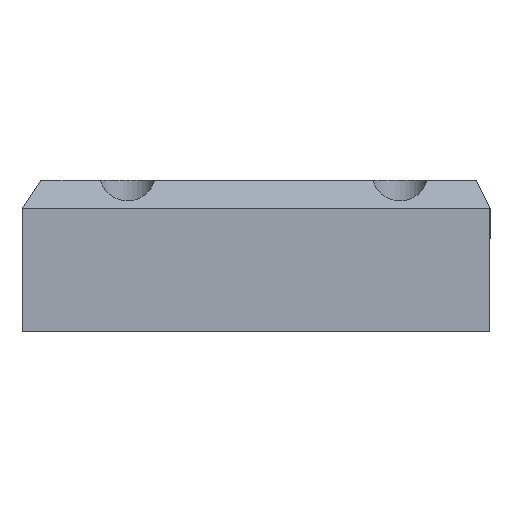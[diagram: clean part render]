
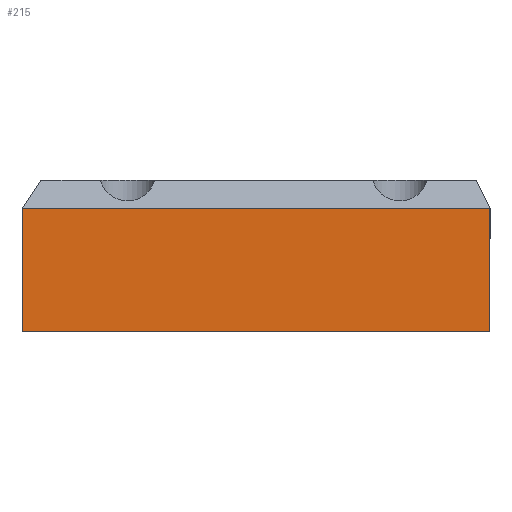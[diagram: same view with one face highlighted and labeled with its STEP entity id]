
A CAD part, front view. The second image highlights one B-rep face of the part: STEP entity #215.
In plain terms, the highlighted planar face has unit normal (0, -1, 0).
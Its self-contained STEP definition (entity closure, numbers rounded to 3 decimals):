
#14 = CARTESIAN_POINT ( 'NONE',  ( -25.205, -13.937, 108.088 ) ) ;
#31 = ORIENTED_EDGE ( 'NONE', *, *, #320, .T. ) ;
#37 = VERTEX_POINT ( 'NONE', #1071 ) ;
#40 = DIRECTION ( 'NONE',  ( -1., 0., 0. ) ) ;
#61 = CARTESIAN_POINT ( 'NONE',  ( 42.588, -13.937, 0. ) ) ;
#64 = ORIENTED_EDGE ( 'NONE', *, *, #792, .T. ) ;
#85 = EDGE_CURVE ( 'NONE', #164, #37, #980, .T. ) ;
#148 = CARTESIAN_POINT ( 'NONE',  ( -25.205, -13.937, 0. ) ) ;
#164 = VERTEX_POINT ( 'NONE', #999 ) ;
#205 = AXIS2_PLACEMENT_3D ( 'NONE', #14, #713, #413 ) ;
#211 = CARTESIAN_POINT ( 'NONE',  ( 42.588, -13.937, 0. ) ) ;
#215 = ADVANCED_FACE ( 'NONE', ( #308 ), #831, .F. ) ;
#308 = FACE_OUTER_BOUND ( 'NONE', #737, .T. ) ;
#318 = CARTESIAN_POINT ( 'NONE',  ( 42.588, -13.937, 17.5 ) ) ;
#320 = EDGE_CURVE ( 'NONE', #575, #556, #765, .T. ) ;
#350 = CARTESIAN_POINT ( 'NONE',  ( -25.205, -13.937, 17.5 ) ) ;
#413 = DIRECTION ( 'NONE',  ( 0., 0., 1. ) ) ;
#556 = VERTEX_POINT ( 'NONE', #318 ) ;
#575 = VERTEX_POINT ( 'NONE', #211 ) ;
#584 = ORIENTED_EDGE ( 'NONE', *, *, #85, .T. ) ;
#713 = DIRECTION ( 'NONE',  ( 0., 1., 0. ) ) ;
#737 = EDGE_LOOP ( 'NONE', ( #64, #584, #811, #31 ) ) ;
#750 = DIRECTION ( 'NONE',  ( 1., 0., 0. ) ) ;
#765 = LINE ( 'NONE', #61, #1231 ) ;
#782 = VECTOR ( 'NONE', #750, 1000. ) ;
#792 = EDGE_CURVE ( 'NONE', #556, #164, #1041, .T. ) ;
#811 = ORIENTED_EDGE ( 'NONE', *, *, #830, .T. ) ;
#830 = EDGE_CURVE ( 'NONE', #37, #575, #966, .T. ) ;
#831 = PLANE ( 'NONE',  #205 ) ;
#844 = CARTESIAN_POINT ( 'NONE',  ( -23.938, -13.937, 0. ) ) ;
#953 = DIRECTION ( 'NONE',  ( 0., 0., 1. ) ) ;
#966 = LINE ( 'NONE', #148, #782 ) ;
#980 = LINE ( 'NONE', #844, #1145 ) ;
#999 = CARTESIAN_POINT ( 'NONE',  ( -23.938, -13.937, 17.5 ) ) ;
#1041 = LINE ( 'NONE', #350, #1099 ) ;
#1071 = CARTESIAN_POINT ( 'NONE',  ( -23.938, -13.937, 0. ) ) ;
#1099 = VECTOR ( 'NONE', #40, 1000. ) ;
#1145 = VECTOR ( 'NONE', #1262, 1000. ) ;
#1231 = VECTOR ( 'NONE', #953, 1000. ) ;
#1262 = DIRECTION ( 'NONE',  ( 0., 0., -1. ) ) ;
